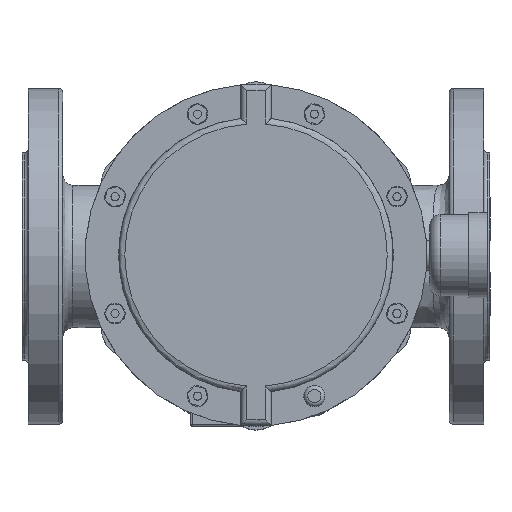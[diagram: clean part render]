
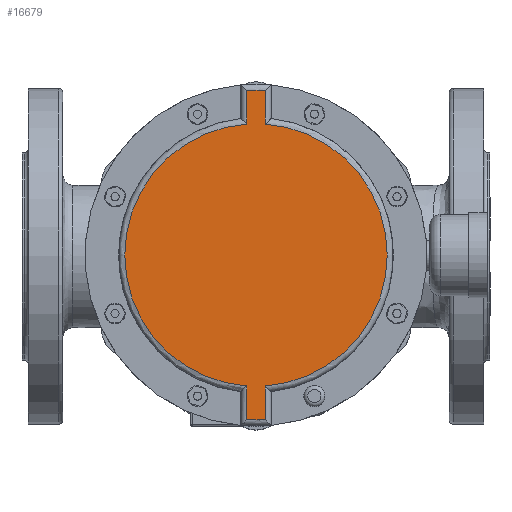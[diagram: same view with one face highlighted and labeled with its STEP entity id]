
A CAD part, top view. The second image highlights one B-rep face of the part: STEP entity #16679.
In plain terms, the highlighted planar face has unit normal (0, 0, 1).
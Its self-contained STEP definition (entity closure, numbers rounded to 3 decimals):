
#556=LINE('',#26073,#2060);
#558=LINE('',#26145,#2062);
#561=LINE('',#26151,#2065);
#563=LINE('',#26187,#2067);
#2060=VECTOR('',#20057,16.532);
#2062=VECTOR('',#20073,16.532);
#2065=VECTOR('',#20078,16.532);
#2067=VECTOR('',#20088,16.532);
#3392=PLANE('',#17827);
#4483=FACE_OUTER_BOUND('',#5576,.T.);
#5576=EDGE_LOOP('',(#12269,#12270,#12271,#12272,#12273,#12274,#12275,#12276));
#6871=CIRCLE('',#17805,64.5);
#6872=CIRCLE('',#17808,81.);
#6875=CIRCLE('',#17812,64.5);
#6877=CIRCLE('',#17817,81.);
#7814=VERTEX_POINT('',#26040);
#7815=VERTEX_POINT('',#26055);
#7816=VERTEX_POINT('',#26072);
#7818=VERTEX_POINT('',#26091);
#7822=VERTEX_POINT('',#26113);
#7823=VERTEX_POINT('',#26128);
#7825=VERTEX_POINT('',#26150);
#7827=VERTEX_POINT('',#26169);
#9518=EDGE_CURVE('',#7814,#7815,#6871,.T.);
#9520=EDGE_CURVE('',#7815,#7816,#556,.T.);
#9523=EDGE_CURVE('',#7816,#7818,#6872,.T.);
#9528=EDGE_CURVE('',#7822,#7823,#6875,.T.);
#9530=EDGE_CURVE('',#7818,#7822,#558,.T.);
#9533=EDGE_CURVE('',#7823,#7825,#561,.T.);
#9536=EDGE_CURVE('',#7825,#7827,#6877,.T.);
#9539=EDGE_CURVE('',#7827,#7814,#563,.T.);
#12269=ORIENTED_EDGE('',*,*,#9528,.F.);
#12270=ORIENTED_EDGE('',*,*,#9530,.F.);
#12271=ORIENTED_EDGE('',*,*,#9523,.F.);
#12272=ORIENTED_EDGE('',*,*,#9520,.F.);
#12273=ORIENTED_EDGE('',*,*,#9518,.F.);
#12274=ORIENTED_EDGE('',*,*,#9539,.F.);
#12275=ORIENTED_EDGE('',*,*,#9536,.F.);
#12276=ORIENTED_EDGE('',*,*,#9533,.F.);
#16679=ADVANCED_FACE('',(#4483),#3392,.T.);
#17805=AXIS2_PLACEMENT_3D('',#26056,#20053,#20054);
#17808=AXIS2_PLACEMENT_3D('',#26092,#20061,#20062);
#17812=AXIS2_PLACEMENT_3D('',#26129,#20069,#20070);
#17817=AXIS2_PLACEMENT_3D('',#26170,#20083,#20084);
#17827=AXIS2_PLACEMENT_3D('',#26213,#20114,#20115);
#20053=DIRECTION('center_axis',(0.,0.,-1.));
#20054=DIRECTION('ref_axis',(-1.,0.,0.));
#20057=DIRECTION('',(0.,1.,0.));
#20061=DIRECTION('center_axis',(0.,0.,-1.));
#20062=DIRECTION('ref_axis',(0.,1.,0.));
#20069=DIRECTION('center_axis',(0.,0.,-1.));
#20070=DIRECTION('ref_axis',(1.,0.,0.));
#20073=DIRECTION('',(0.,-1.,0.));
#20078=DIRECTION('',(0.,-1.,0.));
#20083=DIRECTION('center_axis',(0.,0.,-1.));
#20084=DIRECTION('ref_axis',(0.,-1.,0.));
#20088=DIRECTION('',(0.,1.,0.));
#20114=DIRECTION('center_axis',(0.,0.,1.));
#20115=DIRECTION('ref_axis',(1.,0.,0.));
#26040=CARTESIAN_POINT('',(-4.5,-64.343,468.));
#26055=CARTESIAN_POINT('',(-4.5,64.343,468.));
#26056=CARTESIAN_POINT('Origin',(0.,0.,468.));
#26072=CARTESIAN_POINT('',(-4.5,80.875,468.));
#26073=CARTESIAN_POINT('',(-4.5,0.,468.));
#26091=CARTESIAN_POINT('',(4.5,80.875,468.));
#26092=CARTESIAN_POINT('Origin',(0.,0.,468.));
#26113=CARTESIAN_POINT('',(4.5,64.343,468.));
#26128=CARTESIAN_POINT('',(4.5,-64.343,468.));
#26129=CARTESIAN_POINT('Origin',(0.,0.,468.));
#26145=CARTESIAN_POINT('',(4.5,0.,468.));
#26150=CARTESIAN_POINT('',(4.5,-80.875,468.));
#26151=CARTESIAN_POINT('',(4.5,0.,468.));
#26169=CARTESIAN_POINT('',(-4.5,-80.875,468.));
#26170=CARTESIAN_POINT('Origin',(0.,0.,468.));
#26187=CARTESIAN_POINT('',(-4.5,0.,468.));
#26213=CARTESIAN_POINT('Origin',(0.,0.,
468.));
